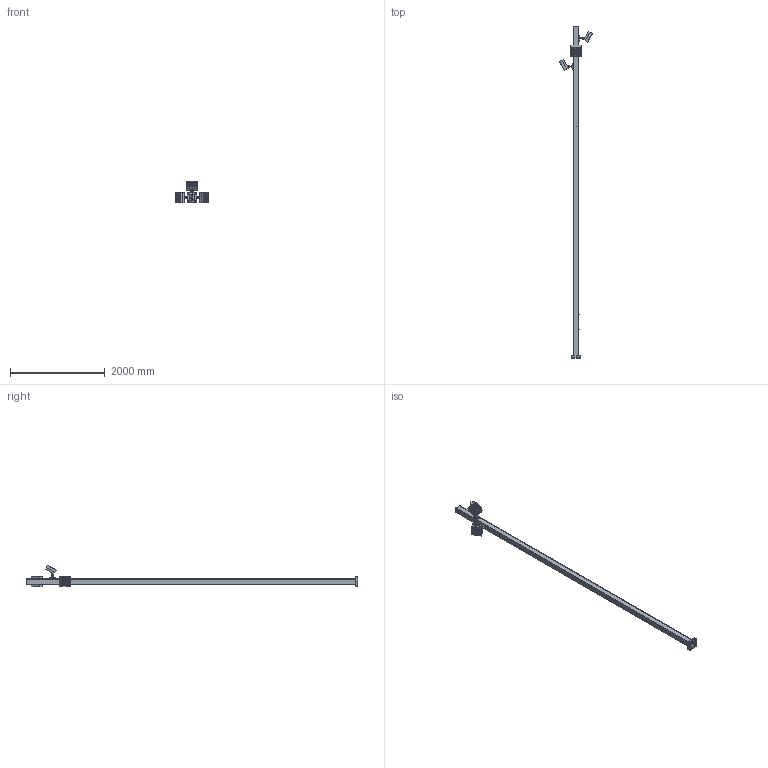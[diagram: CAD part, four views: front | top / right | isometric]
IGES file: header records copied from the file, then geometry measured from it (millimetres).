
Start section: SolidWorks IGES file using analytic representation for surfaces
Global section: file name: quadra-3Ï(75)-7-(Ê200-150-4õ25)-ö+ïî.IGS; native system: SolidWorks 2020; preprocessor: SolidWorks 2020; author: Åêàòåðèíà; date: 210712.165931; units: millimetre
Bounding box: 697.18 x 7015.72 x 456.89 mm (x, y, z)
Surface area: 7823320.7 mm2 (no closed solid volume)
Topology: 0 solids, 0 shells, 1155 faces, 18634 edges, 18618 vertices
Faces by surface type: bspline 602, revolution 553
